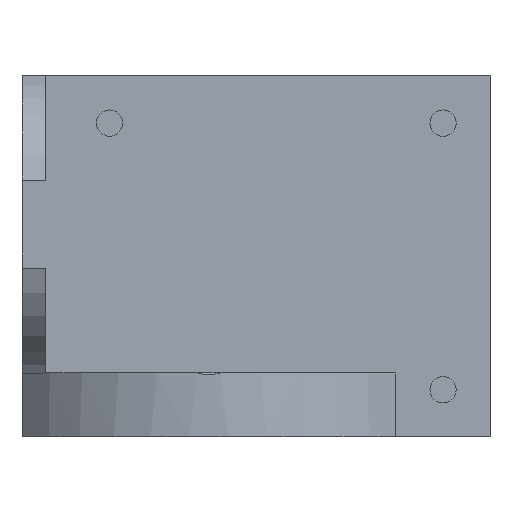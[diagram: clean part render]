
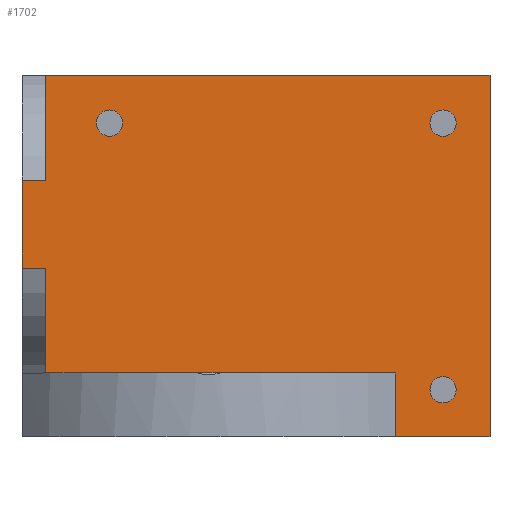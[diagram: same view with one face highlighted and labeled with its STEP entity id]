
A CAD part, front view. The second image highlights one B-rep face of the part: STEP entity #1702.
In plain terms, the highlighted planar face has unit normal (0, -1, 0).
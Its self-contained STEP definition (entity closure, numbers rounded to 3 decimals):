
#2 = CARTESIAN_POINT ( 'NONE',  ( -20.459, -18.7, 45.4 ) ) ;
#10 = CARTESIAN_POINT ( 'NONE',  ( 29.441, -18.7, 5.9 ) ) ;
#26 = LINE ( 'NONE', #1281, #2201 ) ;
#42 = EDGE_CURVE ( 'NONE', #1436, #694, #537, .T. ) ;
#64 = EDGE_LOOP ( 'NONE', ( #1614, #1667 ) ) ;
#73 = DIRECTION ( 'NONE',  ( 0., 0., -1. ) ) ;
#75 = CIRCLE ( 'NONE', #1949, 1.65 ) ;
#118 = CARTESIAN_POINT ( 'NONE',  ( 35.341, -18.7, 45.4 ) ) ;
#132 = ORIENTED_EDGE ( 'NONE', *, *, #2002, .F. ) ;
#181 = VERTEX_POINT ( 'NONE', #613 ) ;
#183 = DIRECTION ( 'NONE',  ( 1., 0., 0. ) ) ;
#198 = CIRCLE ( 'NONE', #1770, 1.65 ) ;
#216 = LINE ( 'NONE', #2050, #1536 ) ;
#224 = EDGE_CURVE ( 'NONE', #467, #819, #216, .T. ) ;
#227 = EDGE_CURVE ( 'NONE', #1229, #553, #2000, .T. ) ;
#277 = VECTOR ( 'NONE', #353, 1000. ) ;
#288 = ORIENTED_EDGE ( 'NONE', *, *, #1538, .F. ) ;
#296 = VERTEX_POINT ( 'NONE', #1175 ) ;
#310 = EDGE_CURVE ( 'NONE', #1514, #433, #1879, .T. ) ;
#325 = CARTESIAN_POINT ( 'NONE',  ( 35.341, -18.7, 0. ) ) ;
#336 = CARTESIAN_POINT ( 'NONE',  ( 23.459, -18.7, 8. ) ) ;
#342 = VERTEX_POINT ( 'NONE', #1165 ) ;
#353 = DIRECTION ( 'NONE',  ( 1., 0., 0. ) ) ;
#373 = VECTOR ( 'NONE', #1669, 1000. ) ;
#394 = FACE_OUTER_BOUND ( 'NONE', #514, .T. ) ;
#433 = VERTEX_POINT ( 'NONE', #336 ) ;
#458 = EDGE_CURVE ( 'NONE', #181, #716, #839, .T. ) ;
#465 = CARTESIAN_POINT ( 'NONE',  ( 31.091, -18.7, 39.4 ) ) ;
#467 = VERTEX_POINT ( 'NONE', #1716 ) ;
#468 = DIRECTION ( 'NONE',  ( 1., 0., 0. ) ) ;
#490 = CARTESIAN_POINT ( 'NONE',  ( -14.109, -18.7, 39.4 ) ) ;
#499 = EDGE_CURVE ( 'NONE', #1203, #296, #785, .T. ) ;
#514 = EDGE_LOOP ( 'NONE', ( #1795, #2151, #1625, #1857, #288, #2058, #1057, #1760, #2043, #2034 ) ) ;
#537 = CIRCLE ( 'NONE', #1963, 1.65 ) ;
#542 = EDGE_LOOP ( 'NONE', ( #712, #545 ) ) ;
#545 = ORIENTED_EDGE ( 'NONE', *, *, #1923, .F. ) ;
#553 = VERTEX_POINT ( 'NONE', #490 ) ;
#563 = FACE_BOUND ( 'NONE', #985, .T. ) ;
#567 = CARTESIAN_POINT ( 'NONE',  ( 27.791, -18.7, 39.4 ) ) ;
#570 = DIRECTION ( 'NONE',  ( 0., -1., 0. ) ) ;
#609 = FACE_BOUND ( 'NONE', #64, .T. ) ;
#610 = DIRECTION ( 'NONE',  ( 0., 0., 1. ) ) ;
#613 = CARTESIAN_POINT ( 'NONE',  ( -20.459, -18.7, 45.4 ) ) ;
#616 = DIRECTION ( 'NONE',  ( 0., -1., 0. ) ) ;
#654 = VECTOR ( 'NONE', #1889, 1000. ) ;
#657 = CARTESIAN_POINT ( 'NONE',  ( 29.441, -18.7, 5.9 ) ) ;
#694 = VERTEX_POINT ( 'NONE', #465 ) ;
#712 = ORIENTED_EDGE ( 'NONE', *, *, #1052, .F. ) ;
#716 = VERTEX_POINT ( 'NONE', #118 ) ;
#771 = VECTOR ( 'NONE', #1876, 1000. ) ;
#785 = LINE ( 'NONE', #325, #277 ) ;
#798 = DIRECTION ( 'NONE',  ( 0., 1., 0. ) ) ;
#819 = VERTEX_POINT ( 'NONE', #1911 ) ;
#827 = VERTEX_POINT ( 'NONE', #1901 ) ;
#833 = DIRECTION ( 'NONE',  ( 1., 0., 0. ) ) ;
#839 = LINE ( 'NONE', #1869, #373 ) ;
#856 = AXIS2_PLACEMENT_3D ( 'NONE', #10, #1218, #183 ) ;
#872 = CARTESIAN_POINT ( 'NONE',  ( -20.459, -18.7, 45.4 ) ) ;
#882 = CARTESIAN_POINT ( 'NONE',  ( 29.441, -18.7, 39.4 ) ) ;
#917 = LINE ( 'NONE', #959, #1767 ) ;
#934 = CARTESIAN_POINT ( 'NONE',  ( 23.459, -18.7, 0. ) ) ;
#959 = CARTESIAN_POINT ( 'NONE',  ( 23.459, -18.7, -39.242 ) ) ;
#985 = EDGE_LOOP ( 'NONE', ( #132, #1235 ) ) ;
#1008 = VECTOR ( 'NONE', #468, 1000. ) ;
#1016 = DIRECTION ( 'NONE',  ( 0., -1., 0. ) ) ;
#1019 = AXIS2_PLACEMENT_3D ( 'NONE', #1645, #616, #1813 ) ;
#1050 = VERTEX_POINT ( 'NONE', #2026 ) ;
#1052 = EDGE_CURVE ( 'NONE', #342, #827, #75, .T. ) ;
#1056 = DIRECTION ( 'NONE',  ( 1., 0., 0. ) ) ;
#1057 = ORIENTED_EDGE ( 'NONE', *, *, #1157, .F. ) ;
#1094 = VECTOR ( 'NONE', #2174, 1000. ) ;
#1106 = CARTESIAN_POINT ( 'NONE',  ( 35.341, -18.7, 45.4 ) ) ;
#1157 = EDGE_CURVE ( 'NONE', #819, #181, #1232, .T. ) ;
#1165 = CARTESIAN_POINT ( 'NONE',  ( 31.091, -18.7, 5.9 ) ) ;
#1174 = CIRCLE ( 'NONE', #856, 1.65 ) ;
#1175 = CARTESIAN_POINT ( 'NONE',  ( 35.341, -18.7, 0. ) ) ;
#1203 = VERTEX_POINT ( 'NONE', #934 ) ;
#1218 = DIRECTION ( 'NONE',  ( 0., -1., 0. ) ) ;
#1229 = VERTEX_POINT ( 'NONE', #1434 ) ;
#1232 = LINE ( 'NONE', #2, #771 ) ;
#1235 = ORIENTED_EDGE ( 'NONE', *, *, #42, .F. ) ;
#1281 = CARTESIAN_POINT ( 'NONE',  ( -23.459, -18.7, 45.4 ) ) ;
#1317 = CARTESIAN_POINT ( 'NONE',  ( -20.459, -18.7, 21.172 ) ) ;
#1426 = CIRCLE ( 'NONE', #1019, 1.65 ) ;
#1434 = CARTESIAN_POINT ( 'NONE',  ( -10.809, -18.7, 39.4 ) ) ;
#1436 = VERTEX_POINT ( 'NONE', #567 ) ;
#1456 = DIRECTION ( 'NONE',  ( 0., 0., -1. ) ) ;
#1491 = PLANE ( 'NONE',  #1587 ) ;
#1514 = VERTEX_POINT ( 'NONE', #1621 ) ;
#1536 = VECTOR ( 'NONE', #1866, 1000. ) ;
#1538 = EDGE_CURVE ( 'NONE', #716, #296, #2096, .T. ) ;
#1547 = LINE ( 'NONE', #1317, #1094 ) ;
#1572 = LINE ( 'NONE', #872, #654 ) ;
#1587 = AXIS2_PLACEMENT_3D ( 'NONE', #1651, #798, #2005 ) ;
#1598 = DIRECTION ( 'NONE',  ( 1., 0., 0. ) ) ;
#1614 = ORIENTED_EDGE ( 'NONE', *, *, #227, .F. ) ;
#1621 = CARTESIAN_POINT ( 'NONE',  ( -20.459, -18.7, 8. ) ) ;
#1622 = VERTEX_POINT ( 'NONE', #1798 ) ;
#1625 = ORIENTED_EDGE ( 'NONE', *, *, #1690, .F. ) ;
#1640 = VECTOR ( 'NONE', #73, 1000. ) ;
#1645 = CARTESIAN_POINT ( 'NONE',  ( -12.459, -18.7, 39.4 ) ) ;
#1651 = CARTESIAN_POINT ( 'NONE',  ( -23.459, -18.7, 45.4 ) ) ;
#1663 = EDGE_CURVE ( 'NONE', #553, #1229, #1426, .T. ) ;
#1667 = ORIENTED_EDGE ( 'NONE', *, *, #1663, .F. ) ;
#1669 = DIRECTION ( 'NONE',  ( 1., 0., 0. ) ) ;
#1690 = EDGE_CURVE ( 'NONE', #1203, #433, #917, .T. ) ;
#1702 = ADVANCED_FACE ( 'NONE', ( #609, #563, #2178, #394 ), #1491, .F. ) ;
#1713 = EDGE_CURVE ( 'NONE', #1622, #1050, #1547, .T. ) ;
#1716 = CARTESIAN_POINT ( 'NONE',  ( -23.459, -18.7, 32.228 ) ) ;
#1760 = ORIENTED_EDGE ( 'NONE', *, *, #224, .F. ) ;
#1765 = CARTESIAN_POINT ( 'NONE',  ( 29.441, -18.7, 39.4 ) ) ;
#1767 = VECTOR ( 'NONE', #610, 1000. ) ;
#1770 = AXIS2_PLACEMENT_3D ( 'NONE', #882, #2082, #1056 ) ;
#1791 = AXIS2_PLACEMENT_3D ( 'NONE', #2213, #1016, #2042 ) ;
#1795 = ORIENTED_EDGE ( 'NONE', *, *, #1980, .F. ) ;
#1798 = CARTESIAN_POINT ( 'NONE',  ( -20.459, -18.7, 21.172 ) ) ;
#1813 = DIRECTION ( 'NONE',  ( 1., 0., 0. ) ) ;
#1852 = DIRECTION ( 'NONE',  ( 0., -1., 0. ) ) ;
#1857 = ORIENTED_EDGE ( 'NONE', *, *, #499, .T. ) ;
#1866 = DIRECTION ( 'NONE',  ( 1., 0., 0. ) ) ;
#1869 = CARTESIAN_POINT ( 'NONE',  ( -23.459, -18.7, 45.4 ) ) ;
#1876 = DIRECTION ( 'NONE',  ( 0., 0., 1. ) ) ;
#1879 = LINE ( 'NONE', #2203, #1008 ) ;
#1889 = DIRECTION ( 'NONE',  ( 0., 0., 1. ) ) ;
#1901 = CARTESIAN_POINT ( 'NONE',  ( 27.791, -18.7, 5.9 ) ) ;
#1911 = CARTESIAN_POINT ( 'NONE',  ( -20.459, -18.7, 32.228 ) ) ;
#1923 = EDGE_CURVE ( 'NONE', #827, #342, #1174, .T. ) ;
#1949 = AXIS2_PLACEMENT_3D ( 'NONE', #657, #1852, #833 ) ;
#1963 = AXIS2_PLACEMENT_3D ( 'NONE', #1765, #570, #1598 ) ;
#1980 = EDGE_CURVE ( 'NONE', #1514, #1622, #1572, .T. ) ;
#2000 = CIRCLE ( 'NONE', #1791, 1.65 ) ;
#2002 = EDGE_CURVE ( 'NONE', #694, #1436, #198, .T. ) ;
#2005 = DIRECTION ( 'NONE',  ( -1., 0., 0. ) ) ;
#2026 = CARTESIAN_POINT ( 'NONE',  ( -23.459, -18.7, 21.172 ) ) ;
#2034 = ORIENTED_EDGE ( 'NONE', *, *, #1713, .F. ) ;
#2042 = DIRECTION ( 'NONE',  ( 1., 0., 0. ) ) ;
#2043 = ORIENTED_EDGE ( 'NONE', *, *, #2198, .T. ) ;
#2050 = CARTESIAN_POINT ( 'NONE',  ( -20.459, -18.7, 32.228 ) ) ;
#2058 = ORIENTED_EDGE ( 'NONE', *, *, #458, .F. ) ;
#2082 = DIRECTION ( 'NONE',  ( 0., -1., 0. ) ) ;
#2096 = LINE ( 'NONE', #1106, #1640 ) ;
#2151 = ORIENTED_EDGE ( 'NONE', *, *, #310, .T. ) ;
#2174 = DIRECTION ( 'NONE',  ( -1., 0., 0. ) ) ;
#2178 = FACE_BOUND ( 'NONE', #542, .T. ) ;
#2198 = EDGE_CURVE ( 'NONE', #467, #1050, #26, .T. ) ;
#2201 = VECTOR ( 'NONE', #1456, 1000. ) ;
#2203 = CARTESIAN_POINT ( 'NONE',  ( -23.459, -18.7, 8. ) ) ;
#2213 = CARTESIAN_POINT ( 'NONE',  ( -12.459, -18.7, 39.4 ) ) ;
